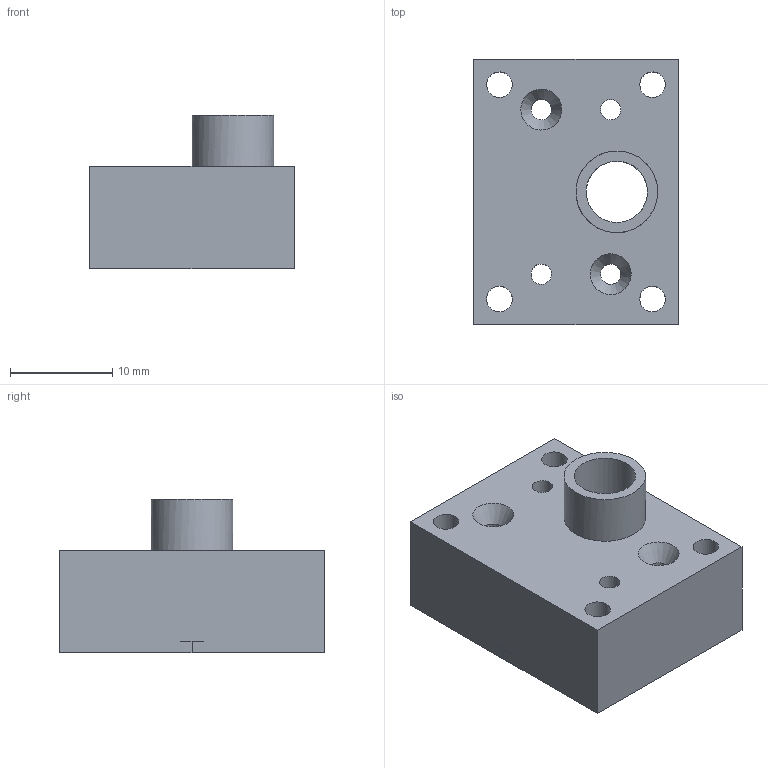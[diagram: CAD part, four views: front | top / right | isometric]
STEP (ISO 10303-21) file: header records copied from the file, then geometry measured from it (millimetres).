
FILE_DESCRIPTION(('Open CASCADE Model'),'2;1');
FILE_NAME('Open CASCADE Shape Model','2020-04-21T09:40:22',('Author'),( 'Open CASCADE'),'Open CASCADE STEP processor 6.5','Open CASCADE 6.5' ,'Unknown');
FILE_SCHEMA(('AUTOMOTIVE_DESIGN { 1 0 10303 214 1 1 1 1 }'));
Length unit declared in the file: millimetre
Products named in the file (34): CADSOFTTOOLS 2; CADSOFTTOOLS 2.1; CADSOFTTOOLS 2.2; CADSOFTTOOLS 2.3; CADSOFTTOOLS 2.4; CADSOFTTOOLS 2.5; CADSOFTTOOLS 2.6; CADSOFTTOOLS 2.7; CADSOFTTOOLS 2.8; CADSOFTTOOLS 2.9; CADSOFTTOOLS 2.10; CADSOFTTOOLS 2.11; CADSOFTTOOLS 2.12; CADSOFTTOOLS 2.13; CADSOFTTOOLS 2.14; CADSOFTTOOLS 2.15; CADSOFTTOOLS 2.16; CADSOFTTOOLS 2.17; CADSOFTTOOLS 2.18; CADSOFTTOOLS 2.19; CADSOFTTOOLS 2.20; CADSOFTTOOLS 2.21; CADSOFTTOOLS 2.22; CADSOFTTOOLS 2.23; CADSOFTTOOLS 2.24; CADSOFTTOOLS 2.25; CADSOFTTOOLS 2.26; CADSOFTTOOLS 2.27; CADSOFTTOOLS 2.28; CADSOFTTOOLS 2.29; CADSOFTTOOLS 2.30; CADSOFTTOOLS 2.31; CADSOFTTOOLS 2.32; CADSOFTTOOLS 2.33
Assembly tree (33 placements, depth 2):
  CADSOFTTOOLS 2
    CADSOFTTOOLS 2.1
    CADSOFTTOOLS 2.2
    CADSOFTTOOLS 2.3
    CADSOFTTOOLS 2.4
    CADSOFTTOOLS 2.5
    CADSOFTTOOLS 2.6
    CADSOFTTOOLS 2.7
    CADSOFTTOOLS 2.8
    CADSOFTTOOLS 2.9
    CADSOFTTOOLS 2.10
    CADSOFTTOOLS 2.11
    CADSOFTTOOLS 2.12
    CADSOFTTOOLS 2.13
    CADSOFTTOOLS 2.14
    CADSOFTTOOLS 2.15
    CADSOFTTOOLS 2.16
    CADSOFTTOOLS 2.17
    CADSOFTTOOLS 2.18
    CADSOFTTOOLS 2.19
    CADSOFTTOOLS 2.20
    CADSOFTTOOLS 2.21
    CADSOFTTOOLS 2.22
    CADSOFTTOOLS 2.23
    CADSOFTTOOLS 2.24
    CADSOFTTOOLS 2.25
    CADSOFTTOOLS 2.26
    CADSOFTTOOLS 2.27
    CADSOFTTOOLS 2.28
    CADSOFTTOOLS 2.29
    CADSOFTTOOLS 2.30
    CADSOFTTOOLS 2.31
    CADSOFTTOOLS 2.32
    CADSOFTTOOLS 2.33
Bounding box: 20 x 26 x 15 mm (x, y, z)
Surface area: 2936 mm2 (no closed solid volume)
Topology: 0 solids, 33 shells, 33 faces, 123 edges, 106 vertices
Faces by surface type: cylinder 17, plane 14, cone 2
Full cylindrical faces by diameter (mm): 2 x4, 2.5 x4, 4.5 x4, 6 x1, 8 x2
Entity records: 3165 total; most frequent: CARTESIAN_POINT 955, DIRECTION 310, ORIENTED_EDGE 140, PCURVE 140, DEFINITIONAL_REPRESENTATION 140, AXIS2_PLACEMENT_3D 133, EDGE_CURVE 123, B_SPLINE_CURVE_WITH_KNOTS 121
